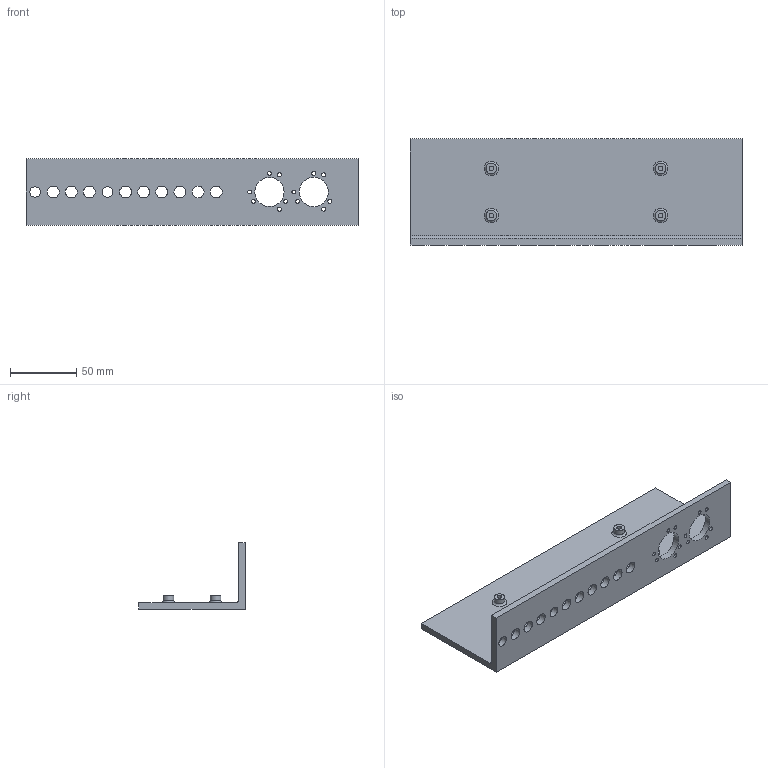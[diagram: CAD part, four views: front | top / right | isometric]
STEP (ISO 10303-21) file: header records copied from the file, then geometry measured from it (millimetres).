
FILE_DESCRIPTION(/* description */ ('','CAx-IF Rec.Pracs.---Representation and Presentation of Product Manufacturing Information (PMI)---4.0---2014-10-13'),/* implementation_level */ '2;1');
FILE_NAME(/* name */ 'Input Test Fixture v3.step',/* time_stamp */ '2025-01-02T21:02:37-08:00',/* author */ (''),/* organization */ (''),/* preprocessor_version */ 'ST-DEVELOPER v20',/* originating_system */ 'Autodesk Translation Framework v13.20.0.188',/* authorisation */ '');
FILE_SCHEMA (('AP242_MANAGED_MODEL_BASED_3D_ENGINEERING_MIM_LF { 1 0 10303 442 1 1 4 }'));
Length unit declared in the file: millimetre
Products named in the file (1): Input Test Fixture
Bounding box: 250 x 80 x 50 mm (x, y, z)
Volume: 149777.7 mm3; surface area: 66398.9 mm2
Topology: 1 solids, 1 shells, 54 faces, 132 edges, 88 vertices
Faces by surface type: cylinder 34, plane 16, torus 4
Full cylindrical faces by diameter (mm): 3 x12, 3.5 x4, 8 x6, 9 x9, 22 x2
Entity records: 1769 total; most frequent: DIRECTION 322, CARTESIAN_POINT 275, ORIENTED_EDGE 264, AXIS2_PLACEMENT_3D 135, EDGE_CURVE 132, EDGE_LOOP 112, VERTEX_POINT 88, CIRCLE 80
